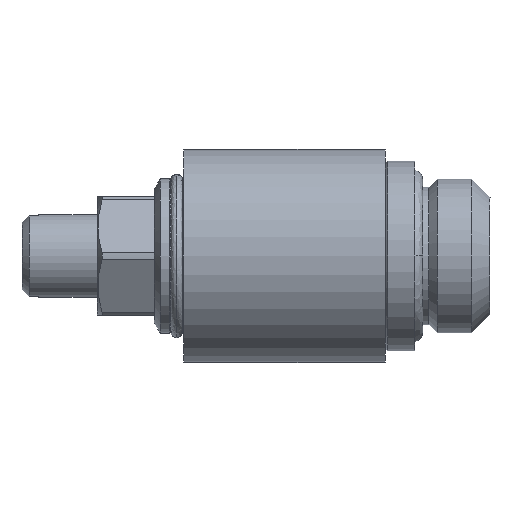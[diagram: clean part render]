
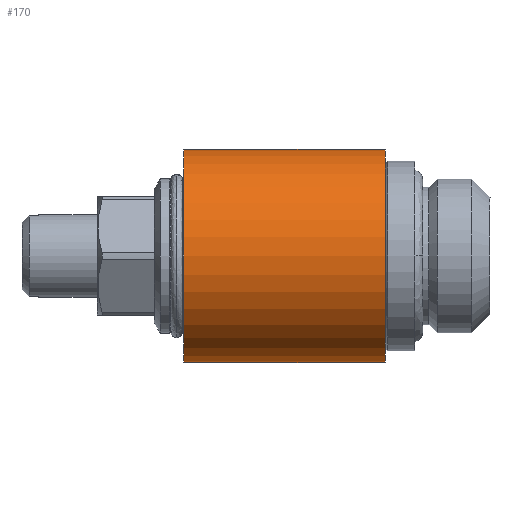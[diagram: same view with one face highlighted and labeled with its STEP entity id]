
A CAD part, left-side view. The second image highlights one B-rep face of the part: STEP entity #170.
In plain terms, the highlighted cylindrical face has radius 9 mm (diameter 18 mm), a full revolution.
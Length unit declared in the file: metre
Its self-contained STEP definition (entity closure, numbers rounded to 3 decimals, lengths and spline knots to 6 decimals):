
#170 = ADVANCED_FACE( 'NONE', ( #407, #408, #409 ), #410, .T. );
#407 = FACE_OUTER_BOUND( '', #775, .T. );
#408 = FACE_OUTER_BOUND( '', #776, .T. );
#409 = FACE_BOUND( '', #777, .T. );
#410 = CYLINDRICAL_SURFACE( '', #778, 0.009 );
#775 = EDGE_LOOP( '', ( #1511 ) );
#776 = EDGE_LOOP( '', ( #1512 ) );
#777 = EDGE_LOOP( '', ( #1513, #1514 ) );
#778 = AXIS2_PLACEMENT_3D( '', #1515, #1516, #1517 );
#1511 = ORIENTED_EDGE( '', *, *, #2224, .T. );
#1512 = ORIENTED_EDGE( '', *, *, #2225, .T. );
#1513 = ORIENTED_EDGE( '', *, *, #2226, .T. );
#1514 = ORIENTED_EDGE( '', *, *, #2227, .T. );
#1515 = CARTESIAN_POINT( '', ( 0., 0.032286, 0. ) );
#1516 = DIRECTION( '', ( 0., 1., 0. ) );
#1517 = DIRECTION( '', ( 0., 0., 1. ) );
#2224 = EDGE_CURVE( 'NONE', #2510, #2510, #2511, .T. );
#2225 = EDGE_CURVE( 'NONE', #2512, #2512, #2513, .T. );
#2226 = EDGE_CURVE( 'NONE', #2514, #2515, #2516, .T. );
#2227 = EDGE_CURVE( 'NONE', #2515, #2514, #2517, .T. );
#2510 = VERTEX_POINT( '', #2961 );
#2511 = CIRCLE( '', #2962, 0.009 );
#2512 = VERTEX_POINT( '', #2963 );
#2513 = CIRCLE( '', #2964, 0.009 );
#2514 = VERTEX_POINT( 'NONE', #2965 );
#2515 = VERTEX_POINT( 'NONE', #2966 );
#2516 = B_SPLINE_CURVE_WITH_KNOTS( '', 3, ( #2967, #2968, #2969, #2970, #2971, #2972, #2973, #2974, #2975, #2976, #2977, #2978, #2979, #2980, #2981, #2982, #2983, #2984, #2985, #2986, #2987, #2988, #2989, #2990, #2991, #2992 ), .UNSPECIFIED., .F., .F., ( 4, 1, 1, 1, 1, 1, 1, 1, 1, 1, 1, 1, 1, 1, 1, 1, 1, 1, 1, 1, 1, 1, 1, 4 ), ( 0., 0.016654, 0.032597, 0.047863, 0.062489, 0.093706, 0.124968, 0.186808, 0.249972, 0.311961, 0.374979, 0.438108, 0.499985, 0.563046, 0.624989, 0.686896, 0.749993, 0.811871, 0.875, 0.906497, 0.937494, 0.953422, 0.968754, 1. ), .UNSPECIFIED. );
#2517 = B_SPLINE_CURVE_WITH_KNOTS( '', 3, ( #2993, #2994, #2995, #2996, #2997, #2998, #2999, #3000, #3001, #3002, #3003, #3004, #3005, #3006, #3007, #3008, #3009, #3010, #3011, #3012, #3013, #3014, #3015, #3016, #3017, #3018 ), .UNSPECIFIED., .F., .F., ( 4, 1, 1, 1, 1, 1, 1, 1, 1, 1, 1, 1, 1, 1, 1, 1, 1, 1, 1, 1, 1, 1, 1, 4 ), ( 0., 0.016655, 0.032599, 0.047864, 0.062489, 0.093707, 0.124968, 0.186807, 0.249971, 0.311955, 0.374979, 0.438108, 0.499985, 0.563047, 0.624989, 0.686892, 0.749993, 0.81187, 0.875, 0.906499, 0.937494, 0.953423, 0.968754, 1. ), .UNSPECIFIED. );
#2961 = CARTESIAN_POINT( '', ( 0., 0.0092, 0.009 ) );
#2962 = AXIS2_PLACEMENT_3D( '', #3823, #3824, #3825 );
#2963 = CARTESIAN_POINT( '', ( 0., 0.0262, 0.009 ) );
#2964 = AXIS2_PLACEMENT_3D( '', #3826, #3827, #3828 );
#2965 = CARTESIAN_POINT( '', ( 0.007853, 0.016838, 0.004396 ) );
#2966 = CARTESIAN_POINT( '', ( 0.007856, 0.020573, -0.004392 ) );
#2967 = CARTESIAN_POINT( '', ( 0.007853, 0.016838, 0.004396 ) );
#2968 = CARTESIAN_POINT( '', ( 0.007837, 0.016918, 0.004425 ) );
#2969 = CARTESIAN_POINT( '', ( 0.007806, 0.017075, 0.00448 ) );
#2970 = CARTESIAN_POINT( '', ( 0.007765, 0.017309, 0.00455 ) );
#2971 = CARTESIAN_POINT( '', ( 0.00773, 0.017537, 0.004609 ) );
#2972 = CARTESIAN_POINT( '', ( 0.007692, 0.017845, 0.004672 ) );
#2973 = CARTESIAN_POINT( '', ( 0.00766, 0.018241, 0.004725 ) );
#2974 = CARTESIAN_POINT( '', ( 0.007644, 0.018886, 0.004751 ) );
#2975 = CARTESIAN_POINT( '', ( 0.007692, 0.019698, 0.004673 ) );
#2976 = CARTESIAN_POINT( '', ( 0.007852, 0.020622, 0.004404 ) );
#2977 = CARTESIAN_POINT( '', ( 0.00808, 0.021476, 0.003977 ) );
#2978 = CARTESIAN_POINT( '', ( 0.008343, 0.022224, 0.0034 ) );
#2979 = CARTESIAN_POINT( '', ( 0.0086, 0.022854, 0.002694 ) );
#2980 = CARTESIAN_POINT( '', ( 0.00882, 0.023332, 0.001865 ) );
#2981 = CARTESIAN_POINT( '', ( 0.008967, 0.023636, 0.000948 ) );
#2982 = CARTESIAN_POINT( '', ( 0.009018, 0.023734, -0.000024 ) );
#2983 = CARTESIAN_POINT( '', ( 0.008962, 0.023626, -0.000995 ) );
#2984 = CARTESIAN_POINT( '', ( 0.00881, 0.023312, -0.001908 ) );
#2985 = CARTESIAN_POINT( '', ( 0.008588, 0.022826, -0.002732 ) );
#2986 = CARTESIAN_POINT( '', ( 0.008373, 0.022296, -0.003315 ) );
#2987 = CARTESIAN_POINT( '', ( 0.008199, 0.021813, -0.003717 ) );
#2988 = CARTESIAN_POINT( '', ( 0.008094, 0.021488, -0.003938 ) );
#2989 = CARTESIAN_POINT( '', ( 0.008014, 0.021218, -0.004096 ) );
#2990 = CARTESIAN_POINT( '', ( 0.007938, 0.020939, -0.004242 ) );
#2991 = CARTESIAN_POINT( '', ( 0.007889, 0.02072, -0.004332 ) );
#2992 = CARTESIAN_POINT( '', ( 0.007856, 0.020573, -0.004392 ) );
#2993 = CARTESIAN_POINT( '', ( 0.007856, 0.020573, -0.004392 ) );
#2994 = CARTESIAN_POINT( '', ( 0.00784, 0.020493, -0.004421 ) );
#2995 = CARTESIAN_POINT( '', ( 0.007808, 0.020336, -0.004477 ) );
#2996 = CARTESIAN_POINT( '', ( 0.007767, 0.020102, -0.004547 ) );
#2997 = CARTESIAN_POINT( '', ( 0.007732, 0.019874, -0.004606 ) );
#2998 = CARTESIAN_POINT( '', ( 0.007693, 0.019565, -0.00467 ) );
#2999 = CARTESIAN_POINT( '', ( 0.007661, 0.019169, -0.004724 ) );
#3000 = CARTESIAN_POINT( '', ( 0.007644, 0.018523, -0.004751 ) );
#3001 = CARTESIAN_POINT( '', ( 0.007691, 0.01771, -0.004675 ) );
#3002 = CARTESIAN_POINT( '', ( 0.007851, 0.016784, -0.004406 ) );
#3003 = CARTESIAN_POINT( '', ( 0.008079, 0.015928, -0.00398 ) );
#3004 = CARTESIAN_POINT( '', ( 0.008342, 0.015178, -0.003403 ) );
#3005 = CARTESIAN_POINT( '', ( 0.0086, 0.014547, -0.002695 ) );
#3006 = CARTESIAN_POINT( '', ( 0.00882, 0.014068, -0.001865 ) );
#3007 = CARTESIAN_POINT( '', ( 0.008967, 0.013764, -0.000946 ) );
#3008 = CARTESIAN_POINT( '', ( 0.009018, 0.013666, 0.000027 ) );
#3009 = CARTESIAN_POINT( '', ( 0.008961, 0.013775, 0.001 ) );
#3010 = CARTESIAN_POINT( '', ( 0.008809, 0.014091, 0.001914 ) );
#3011 = CARTESIAN_POINT( '', ( 0.008586, 0.014578, 0.002738 ) );
#3012 = CARTESIAN_POINT( '', ( 0.00837, 0.01511, 0.003321 ) );
#3013 = CARTESIAN_POINT( '', ( 0.008196, 0.015594, 0.003722 ) );
#3014 = CARTESIAN_POINT( '', ( 0.008091, 0.015921, 0.003944 ) );
#3015 = CARTESIAN_POINT( '', ( 0.008012, 0.016192, 0.004101 ) );
#3016 = CARTESIAN_POINT( '', ( 0.007936, 0.016472, 0.004247 ) );
#3017 = CARTESIAN_POINT( '', ( 0.007886, 0.016691, 0.004336 ) );
#3018 = CARTESIAN_POINT( '', ( 0.007853, 0.016838, 0.004396 ) );
#3823 = CARTESIAN_POINT( '', ( 0., 0.0092, 0. ) );
#3824 = DIRECTION( '', ( 0., 1., 0. ) );
#3825 = DIRECTION( '', ( 0., 0., 1. ) );
#3826 = CARTESIAN_POINT( '', ( 0., 0.0262, 0. ) );
#3827 = DIRECTION( '', ( 0., -1., 0. ) );
#3828 = DIRECTION( '', ( 0., 0., 1. ) );
